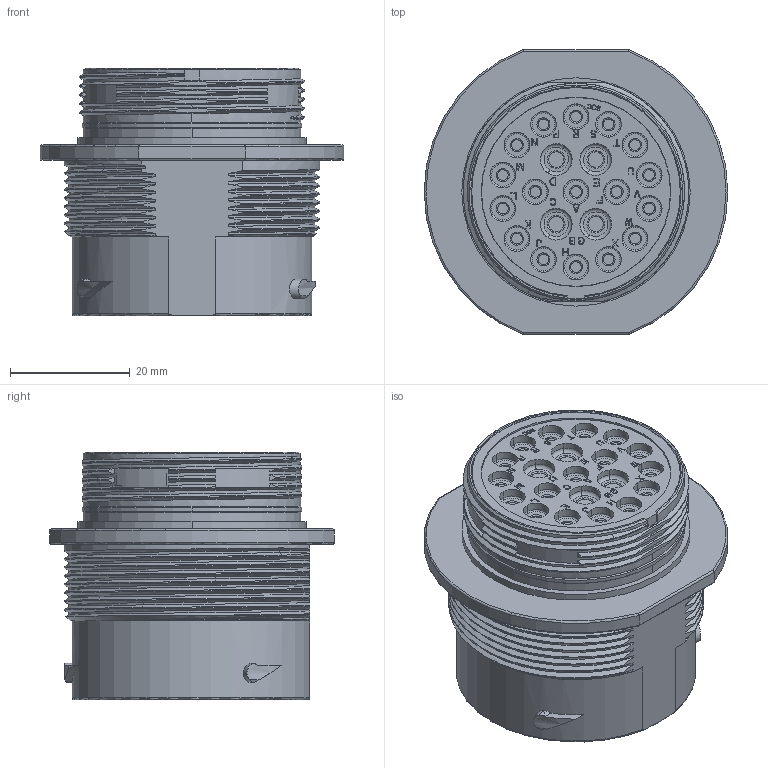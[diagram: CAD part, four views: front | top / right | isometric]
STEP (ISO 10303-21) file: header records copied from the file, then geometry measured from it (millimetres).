
FILE_DESCRIPTION((''),'2;1');
FILE_NAME('C-AHDM04-24-21SN_3D','2018-10-10T',('Administrator'),(''),'PRO/ENGINEER BY PARAMETRIC TECHNOLOGY CORPORATION, 2016360','PRO/ENGINEER BY PARAMETRIC TECHNOLOGY CORPORATION, 2016360','');
FILE_SCHEMA(('CONFIG_CONTROL_DESIGN'));
Products named in the file (1): C-AHDM04-24-21SN_3D
Bounding box: 50.8 x 47.6 x 41.45 mm (x, y, z)
Volume: 45313.7 mm3; surface area: 13738.7 mm2
Topology: 1 solids, 1 shells, 1561 faces, 4431 edges, 3003 vertices
Faces by surface type: plane 1189, cylinder 137, torus 94, bspline 79, cone 57, extrusion 5
Entity records: 56726 total; most frequent: CARTESIAN_POINT 16011, ORIENTED_EDGE 8850, DIRECTION 7853, EDGE_CURVE 4425, VECTOR 3341, LINE 3336, VERTEX_POINT 3001, AXIS2_PLACEMENT_3D 2256
